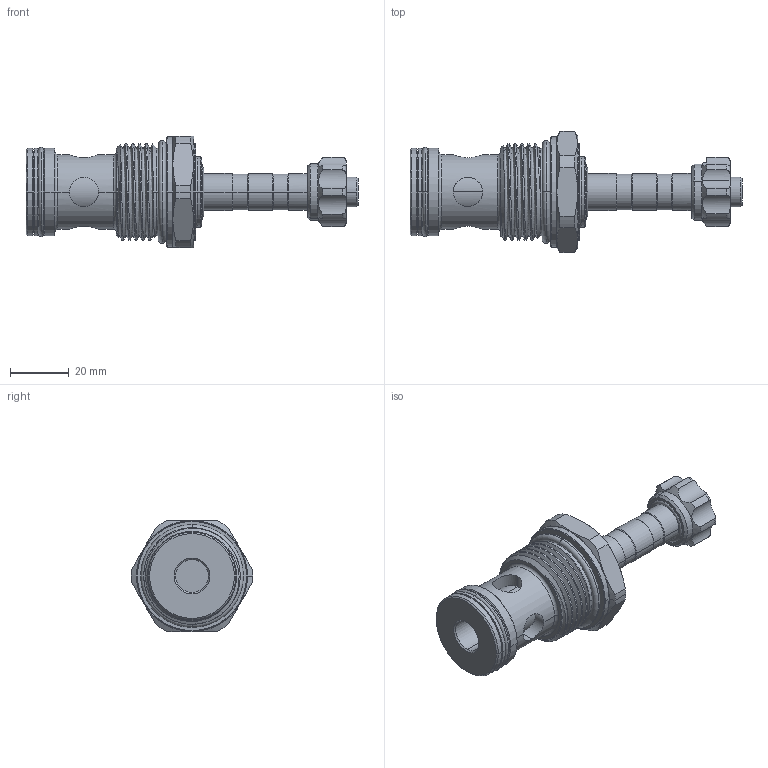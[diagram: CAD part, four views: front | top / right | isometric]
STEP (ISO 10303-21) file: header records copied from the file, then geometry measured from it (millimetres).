
FILE_DESCRIPTION (( 'STEP AP203' ), '1' );
FILE_NAME ('EP21E2A01M85.STEP', '2016-08-30T00:39:05', ( '' ), ( '' ), 'SwSTEP 2.0', 'SolidWorks 2012', '' );
FILE_SCHEMA (( 'CONFIG_CONTROL_DESIGN' ));
Length unit declared in the file: millimetre
Products named in the file (1): EP21E2A01M85
Bounding box: 113.5 x 41.5 x 38 mm (x, y, z)
Volume: 50664.8 mm3; surface area: 16341.6 mm2
Topology: 4 solids, 4 shells, 254 faces, 597 edges, 366 vertices
Faces by surface type: cylinder 119, cone 65, torus 36, plane 30, bspline 4
Entity records: 13749 total; most frequent: CARTESIAN_POINT 7945, DIRECTION 1239, ORIENTED_EDGE 1194, EDGE_CURVE 597, AXIS2_PLACEMENT_3D 533, VERTEX_POINT 366, CIRCLE 282, EDGE_LOOP 277
